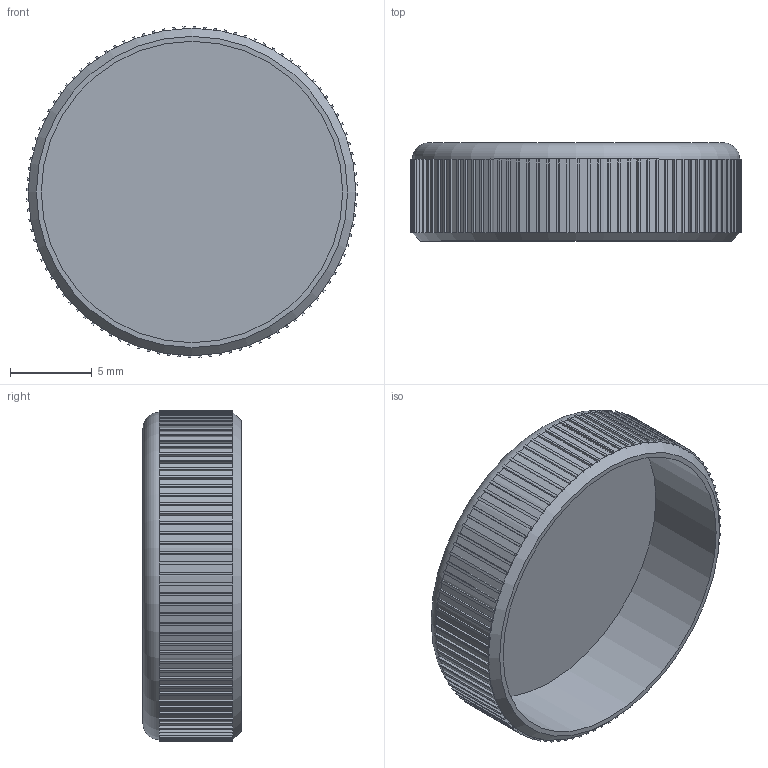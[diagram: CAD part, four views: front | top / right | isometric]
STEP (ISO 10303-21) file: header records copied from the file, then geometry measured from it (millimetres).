
FILE_DESCRIPTION(/* description */ ('','CAx-IF Rec.Pracs.---Representation and Presentation of Product Manufacturing Information (PMI)---4.0---2014-10-13'),/* implementation_level */ '2;1');
FILE_NAME(/* name */ 'Bottle top v1.step',/* time_stamp */ '2025-03-15T02:11:33+03:00',/* author */ (''),/* organization */ (''),/* preprocessor_version */ 'ST-DEVELOPER v20',/* originating_system */ 'Autodesk Translation Framework v13.20.0.188',/* authorisation */ '');
FILE_SCHEMA (('AP203_CONFIGURATION_CONTROLLED_3D_DESIGN_OF_MECHANICAL_PARTS_AND_ASSEMBLIES_MIM_LF { 1 0 10303 203 3 1 4 }','AP242_MANAGED_MODEL_BASED_3D_ENGINEERING_MIM_LF { 1 0 10303 442 1 1 4 }'));
Length unit declared in the file: millimetre
Products named in the file (1): Bottle top
Bounding box: 20.2 x 6 x 20.2 mm (x, y, z)
Volume: 493.5 mm3; surface area: 1562.2 mm2
Topology: 101 solids, 101 shells, 607 faces, 1212 edges, 808 vertices
Faces by surface type: plane 603, cylinder 2, cone 1, torus 1
Full cylindrical faces by diameter (mm): 18.4 x1, 20 x1
Entity records: 15308 total; most frequent: CARTESIAN_POINT 2628, DIRECTION 2437, ORIENTED_EDGE 2424, EDGE_CURVE 1212, LINE 1203, VECTOR 1203, VERTEX_POINT 808, AXIS2_PLACEMENT_3D 617
